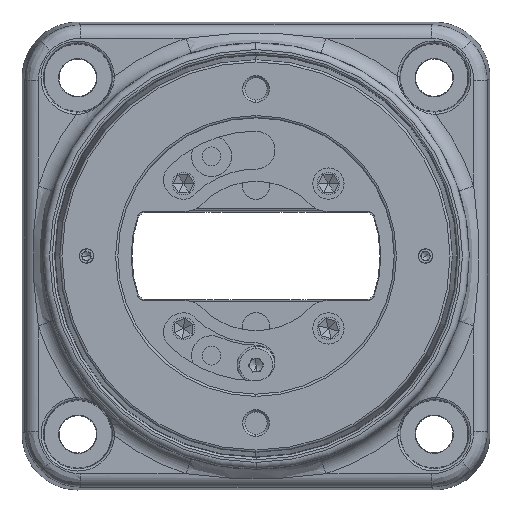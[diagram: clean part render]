
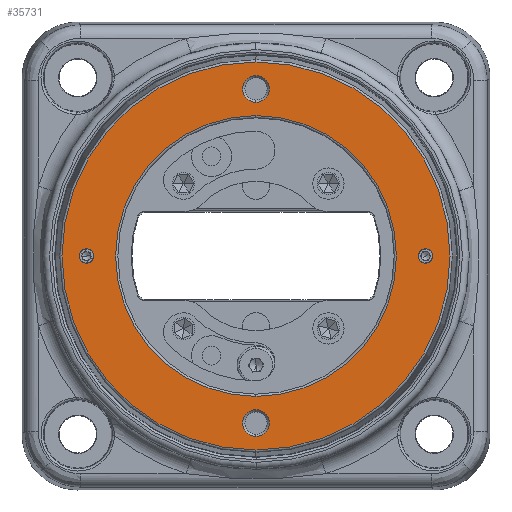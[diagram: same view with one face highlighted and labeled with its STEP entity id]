
A CAD part, front view. The second image highlights one B-rep face of the part: STEP entity #35731.
In plain terms, the highlighted planar face has unit normal (0, -1, 0).
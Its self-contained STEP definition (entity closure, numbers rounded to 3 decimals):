
#21 = DIRECTION ( 'NONE',  ( 0., 0., -1. ) ) ;
#189 = DIRECTION ( 'NONE',  ( 0., 0., -1. ) ) ;
#237 = DIRECTION ( 'NONE',  ( 0., 0., -1. ) ) ;
#255 = ORIENTED_EDGE ( 'NONE', *, *, #45793, .T. ) ;
#2015 = DIRECTION ( 'NONE',  ( 0., 1., 0. ) ) ;
#2317 = ORIENTED_EDGE ( 'NONE', *, *, #30574, .T. ) ;
#2380 = AXIS2_PLACEMENT_3D ( 'NONE', #32818, #10256, #36648 ) ;
#2562 = CARTESIAN_POINT ( 'NONE',  ( 0., 0., -31.5 ) ) ;
#3137 = AXIS2_PLACEMENT_3D ( 'NONE', #45141, #22575, #21 ) ;
#3573 = CIRCLE ( 'NONE', #15519, 1.65 ) ;
#4797 = EDGE_CURVE ( 'NONE', #10608, #15162, #6939, .T. ) ;
#4864 = DIRECTION ( 'NONE',  ( 0., 1., 0. ) ) ;
#5623 = CIRCLE ( 'NONE', #24985, 1.65 ) ;
#5775 = CIRCLE ( 'NONE', #3137, 31.5 ) ;
#6561 = CARTESIAN_POINT ( 'NONE',  ( 44., 0., 0. ) ) ;
#6939 = CIRCLE ( 'NONE', #34733, 43.542 ) ;
#7029 = DIRECTION ( 'NONE',  ( 0., -1., 0. ) ) ;
#7412 = VERTEX_POINT ( 'NONE', #40454 ) ;
#8209 = CARTESIAN_POINT ( 'NONE',  ( 0., 0., 40.5 ) ) ;
#8814 = CARTESIAN_POINT ( 'NONE',  ( 38.05, 0., 0. ) ) ;
#9440 = CARTESIAN_POINT ( 'NONE',  ( 0., 0., 34.5 ) ) ;
#10016 = FACE_BOUND ( 'NONE', #31796, .T. ) ;
#10256 = DIRECTION ( 'NONE',  ( 0., 1., 0. ) ) ;
#10356 = AXIS2_PLACEMENT_3D ( 'NONE', #10775, #37170, #14597 ) ;
#10608 = VERTEX_POINT ( 'NONE', #25101 ) ;
#10775 = CARTESIAN_POINT ( 'NONE',  ( 0., 0., -37.5 ) ) ;
#10897 = CARTESIAN_POINT ( 'NONE',  ( 38.05, 0., 1.65 ) ) ;
#11812 = VERTEX_POINT ( 'NONE', #37502 ) ;
#12161 = DIRECTION ( 'NONE',  ( 0., -1., 0. ) ) ;
#12607 = DIRECTION ( 'NONE',  ( 0., 0., -1. ) ) ;
#12849 = CIRCLE ( 'NONE', #10356, 3. ) ;
#12888 = CIRCLE ( 'NONE', #47937, 3. ) ;
#13042 = EDGE_CURVE ( 'NONE', #31719, #17306, #3573, .T. ) ;
#13063 = AXIS2_PLACEMENT_3D ( 'NONE', #24582, #2015, #28382 ) ;
#13132 = EDGE_LOOP ( 'NONE', ( #29411, #14532 ) ) ;
#14532 = ORIENTED_EDGE ( 'NONE', *, *, #46698, .T. ) ;
#14597 = DIRECTION ( 'NONE',  ( 0., 0., -1. ) ) ;
#14691 = DIRECTION ( 'NONE',  ( 0., -1., 0. ) ) ;
#15116 = CARTESIAN_POINT ( 'NONE',  ( 0., 0., 43.542 ) ) ;
#15162 = VERTEX_POINT ( 'NONE', #15116 ) ;
#15519 = AXIS2_PLACEMENT_3D ( 'NONE', #45316, #22748, #189 ) ;
#15905 = CARTESIAN_POINT ( 'NONE',  ( -38.05, 0., 1.65 ) ) ;
#16728 = VERTEX_POINT ( 'NONE', #34043 ) ;
#16758 = ORIENTED_EDGE ( 'NONE', *, *, #39912, .F. ) ;
#17306 = VERTEX_POINT ( 'NONE', #15905 ) ;
#18912 = VERTEX_POINT ( 'NONE', #10897 ) ;
#20026 = FACE_BOUND ( 'NONE', #48036, .T. ) ;
#20486 = EDGE_LOOP ( 'NONE', ( #39310, #29547 ) ) ;
#20797 = CIRCLE ( 'NONE', #38059, 43.542 ) ;
#21104 = DIRECTION ( 'NONE',  ( 0., -1., 0. ) ) ;
#21555 = CIRCLE ( 'NONE', #33021, 31.5 ) ;
#22411 = DIRECTION ( 'NONE',  ( 0., -1., 0. ) ) ;
#22575 = DIRECTION ( 'NONE',  ( 0., 1., 0. ) ) ;
#22748 = DIRECTION ( 'NONE',  ( 0., -1., 0. ) ) ;
#22798 = DIRECTION ( 'NONE',  ( 0., 1., 0. ) ) ;
#23472 = VERTEX_POINT ( 'NONE', #2562 ) ;
#23822 = VERTEX_POINT ( 'NONE', #9440 ) ;
#24316 = AXIS2_PLACEMENT_3D ( 'NONE', #8814, #35176, #12607 ) ;
#24570 = EDGE_CURVE ( 'NONE', #41720, #16728, #12888, .T. ) ;
#24582 = CARTESIAN_POINT ( 'NONE',  ( 0., 0., 37.5 ) ) ;
#24856 = EDGE_CURVE ( 'NONE', #11812, #23472, #5775, .T. ) ;
#24984 = AXIS2_PLACEMENT_3D ( 'NONE', #6561, #14691, #41002 ) ;
#24985 = AXIS2_PLACEMENT_3D ( 'NONE', #43672, #21104, #47430 ) ;
#25101 = CARTESIAN_POINT ( 'NONE',  ( 0., 0., -43.542 ) ) ;
#26687 = EDGE_CURVE ( 'NONE', #7412, #18912, #29873, .T. ) ;
#27172 = EDGE_CURVE ( 'NONE', #17306, #31719, #5623, .T. ) ;
#27442 = CARTESIAN_POINT ( 'NONE',  ( 0., 0., 0. ) ) ;
#28382 = DIRECTION ( 'NONE',  ( 0., 0., -1. ) ) ;
#28491 = ORIENTED_EDGE ( 'NONE', *, *, #24856, .T. ) ;
#29411 = ORIENTED_EDGE ( 'NONE', *, *, #4797, .T. ) ;
#29547 = ORIENTED_EDGE ( 'NONE', *, *, #24570, .T. ) ;
#29614 = CARTESIAN_POINT ( 'NONE',  ( 0., 0., 0. ) ) ;
#29873 = CIRCLE ( 'NONE', #24316, 1.65 ) ;
#30055 = FACE_BOUND ( 'NONE', #45574, .T. ) ;
#30144 = FACE_OUTER_BOUND ( 'NONE', #13132, .T. ) ;
#30574 = EDGE_CURVE ( 'NONE', #23472, #11812, #21555, .T. ) ;
#31187 = CIRCLE ( 'NONE', #39321, 1.65 ) ;
#31242 = DIRECTION ( 'NONE',  ( 0., 0., -1. ) ) ;
#31345 = EDGE_CURVE ( 'NONE', #23822, #40100, #48000, .T. ) ;
#31719 = VERTEX_POINT ( 'NONE', #46245 ) ;
#31796 = EDGE_LOOP ( 'NONE', ( #2317, #28491 ) ) ;
#32818 = CARTESIAN_POINT ( 'NONE',  ( 0., 0., 37.5 ) ) ;
#33021 = AXIS2_PLACEMENT_3D ( 'NONE', #27442, #4864, #31242 ) ;
#33382 = DIRECTION ( 'NONE',  ( 0., 0., -1. ) ) ;
#34043 = CARTESIAN_POINT ( 'NONE',  ( 0., 0., -40.5 ) ) ;
#34721 = CARTESIAN_POINT ( 'NONE',  ( 0., 0., 0. ) ) ;
#34733 = AXIS2_PLACEMENT_3D ( 'NONE', #29614, #7029, #33382 ) ;
#35176 = DIRECTION ( 'NONE',  ( 0., -1., 0. ) ) ;
#35731 = ADVANCED_FACE ( 'NONE', ( #42415, #40072, #30055, #20026, #10016, #30144 ), #37265, .T. ) ;
#36648 = DIRECTION ( 'NONE',  ( 0., 0., -1. ) ) ;
#37170 = DIRECTION ( 'NONE',  ( 0., 1., 0. ) ) ;
#37265 = PLANE ( 'NONE',  #24984 ) ;
#37502 = CARTESIAN_POINT ( 'NONE',  ( 0., 0., 31.5 ) ) ;
#37820 = ORIENTED_EDGE ( 'NONE', *, *, #31345, .T. ) ;
#37983 = CIRCLE ( 'NONE', #13063, 3. ) ;
#38059 = AXIS2_PLACEMENT_3D ( 'NONE', #34721, #12161, #38520 ) ;
#38520 = DIRECTION ( 'NONE',  ( 0., 0., -1. ) ) ;
#38858 = CARTESIAN_POINT ( 'NONE',  ( 0., 0., -34.5 ) ) ;
#39310 = ORIENTED_EDGE ( 'NONE', *, *, #40645, .T. ) ;
#39321 = AXIS2_PLACEMENT_3D ( 'NONE', #44962, #22411, #48736 ) ;
#39896 = ORIENTED_EDGE ( 'NONE', *, *, #27172, .F. ) ;
#39912 = EDGE_CURVE ( 'NONE', #18912, #7412, #31187, .T. ) ;
#40072 = FACE_BOUND ( 'NONE', #46293, .T. ) ;
#40100 = VERTEX_POINT ( 'NONE', #8209 ) ;
#40454 = CARTESIAN_POINT ( 'NONE',  ( 38.05, 0., -1.65 ) ) ;
#40645 = EDGE_CURVE ( 'NONE', #16728, #41720, #12849, .T. ) ;
#41002 = DIRECTION ( 'NONE',  ( 0., 0., -1. ) ) ;
#41720 = VERTEX_POINT ( 'NONE', #38858 ) ;
#42415 = FACE_BOUND ( 'NONE', #20486, .T. ) ;
#43645 = ORIENTED_EDGE ( 'NONE', *, *, #26687, .F. ) ;
#43672 = CARTESIAN_POINT ( 'NONE',  ( -38.05, 0., 0. ) ) ;
#44962 = CARTESIAN_POINT ( 'NONE',  ( 38.05, 0., 0. ) ) ;
#45141 = CARTESIAN_POINT ( 'NONE',  ( 0., 0., 0. ) ) ;
#45316 = CARTESIAN_POINT ( 'NONE',  ( -38.05, 0., 0. ) ) ;
#45366 = CARTESIAN_POINT ( 'NONE',  ( 0., 0., -37.5 ) ) ;
#45574 = EDGE_LOOP ( 'NONE', ( #45759, #39896 ) ) ;
#45759 = ORIENTED_EDGE ( 'NONE', *, *, #13042, .F. ) ;
#45793 = EDGE_CURVE ( 'NONE', #40100, #23822, #37983, .T. ) ;
#46245 = CARTESIAN_POINT ( 'NONE',  ( -38.05, 0., -1.65 ) ) ;
#46293 = EDGE_LOOP ( 'NONE', ( #37820, #255 ) ) ;
#46698 = EDGE_CURVE ( 'NONE', #15162, #10608, #20797, .T. ) ;
#47430 = DIRECTION ( 'NONE',  ( 0., 0., -1. ) ) ;
#47937 = AXIS2_PLACEMENT_3D ( 'NONE', #45366, #22798, #237 ) ;
#48000 = CIRCLE ( 'NONE', #2380, 3. ) ;
#48036 = EDGE_LOOP ( 'NONE', ( #43645, #16758 ) ) ;
#48736 = DIRECTION ( 'NONE',  ( 0., 0., -1. ) ) ;
